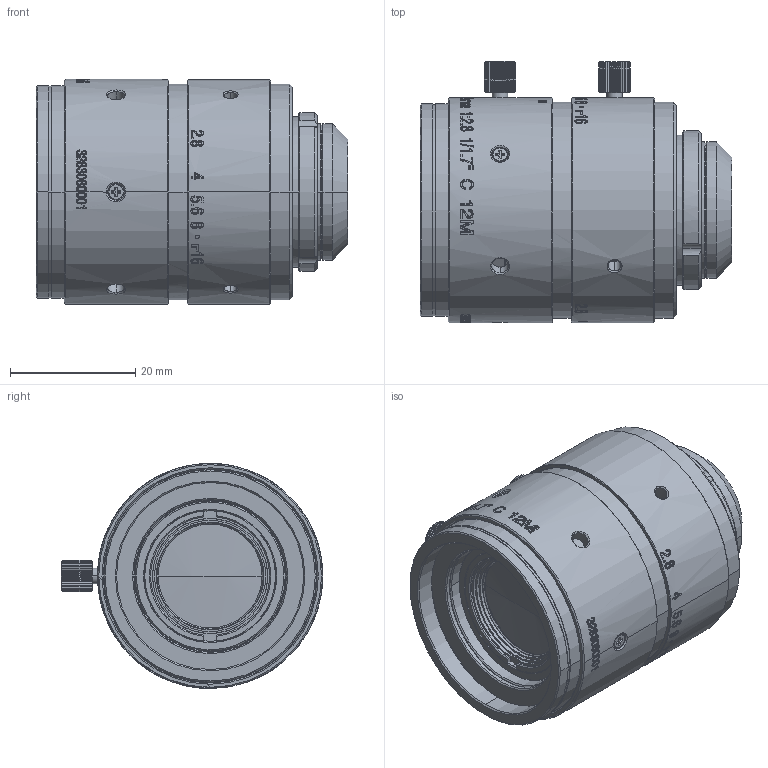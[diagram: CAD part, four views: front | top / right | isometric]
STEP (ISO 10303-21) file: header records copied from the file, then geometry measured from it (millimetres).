
FILE_DESCRIPTION (( 'STEP AP203' ), '1' );
FILE_NAME ('600125.step', '2025-04-14T08:37:19', ( 'MSI' ), ( '' ), 'SwSTEP 2.0', 'SolidWorks 2020', '' );
FILE_SCHEMA (( 'CONFIG_CONTROL_DESIGN' ));
Length unit declared in the file: millimetre
Products named in the file (27): DZO_LA1228A_1806-QQ-3_1_ASM_1_ASM.stp; DZO_LA1228A_1806-3_ASM_3_ASM_1_ASM.stp; DZO_LA1228A_1806_ASM_1_ASM.stp; V330091A-616_2_1.stp; V330091A-603_1_1.stp; 71A-622-0_1-0_05-0_025-0_015_3_.stp; V330091A-604_3_1.stp; MANIFOLD_SOLID_BREP_6094_1_1.stp; DZO_LA1228A_1806-4_ASM_1_ASM_1_ASM.stp; 600125.stp; V330091A-607_1_1.stp; DZO_LA1228A_1806-QQ-1_1_3_1.stp; V330091A-601_1_1.stp; V330091A-610_1_1.stp; 71A-621-0_1-0_05-0_025-0_015_1_.stp; MANIFOLD_SOLID_BREP_1985_1_1.stp; DZO_LA1228A_1806-QQ-3_1_1_1.stp; DZO_LA1228A_1806-1_ASM_1_ASM_1_ASM.stp; DZO_LA1228A_1806-QQ-1_1_ASM_1_ASM.stp; M1_4X3_1_1.stp; DZO_LA1228A_1806-2_ASM_1_ASM_1_ASM.stp; V330091A-609_3_1.stp; DIAPHRAGM_15-8-4_5_ASM_1_ASM_1_ASM.stp; DZO_LA1228A_1806_ASM_19_ASM_1_ASM.stp; 600125; V330091A-608_2_1.stp; V330091B-606.stp
Assembly tree (35 placements, depth 7):
  600125
    600125.stp
      DZO_LA1228A_1806_ASM_1_ASM.stp
        DZO_LA1228A_1806_ASM_19_ASM_1_ASM.stp
          DZO_LA1228A_1806-1_ASM_1_ASM_1_ASM.stp
            DZO_LA1228A_1806-QQ-3_1_ASM_1_ASM.stp
              DZO_LA1228A_1806-QQ-3_1_1_1.stp
            V330091A-604_3_1.stp
            V330091A-603_1_1.stp
          DZO_LA1228A_1806-2_ASM_1_ASM_1_ASM.stp
            DZO_LA1228A_1806-QQ-1_1_ASM_1_ASM.stp
              DZO_LA1228A_1806-QQ-1_1_3_1.stp
            DIAPHRAGM_15-8-4_5_ASM_1_ASM_1_ASM.stp
              MANIFOLD_SOLID_BREP_6094_1_1.stp  x2
            V330091A-601_1_1.stp
            V330091A-610_1_1.stp
          DZO_LA1228A_1806-3_ASM_3_ASM_1_ASM.stp
            V330091A-608_2_1.stp
            MANIFOLD_SOLID_BREP_1985_1_1.stp
          DZO_LA1228A_1806-4_ASM_1_ASM_1_ASM.stp
            M1_4X3_1_1.stp  x3
            MANIFOLD_SOLID_BREP_1985_1_1.stp
          V330091A-616_2_1.stp
          V330091A-607_1_1.stp
          M1_4X3_1_1.stp  x5
          V330091A-609_3_1.stp
          71A-621-0_1-0_05-0_025-0_015_1_.stp
          71A-622-0_1-0_05-0_025-0_015_3_.stp
      V330091B-606.stp
Bounding box: 49.88 x 41.8 x 36 mm (x, y, z)
Volume: 23104.8 mm3; surface area: 30071.2 mm2
Topology: 25 solids, 25 shells, 2348 faces, 6071 edges, 3935 vertices
Faces by surface type: bspline 766, plane 747, cylinder 509, cone 284, torus 34, sphere 8
Entity records: 99571 total; most frequent: CARTESIAN_POINT 52962, ORIENTED_EDGE 10296, DIRECTION 6801, EDGE_CURVE 5148, VERTEX_POINT 3341, AXIS2_PLACEMENT_3D 2457, EDGE_LOOP 2213, B_SPLINE_CURVE_WITH_KNOTS 2076
